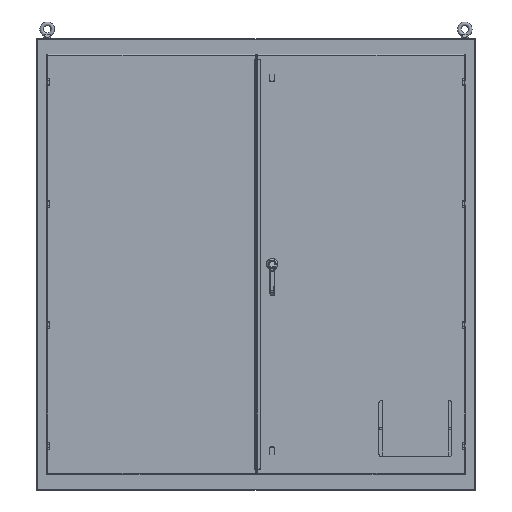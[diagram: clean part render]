
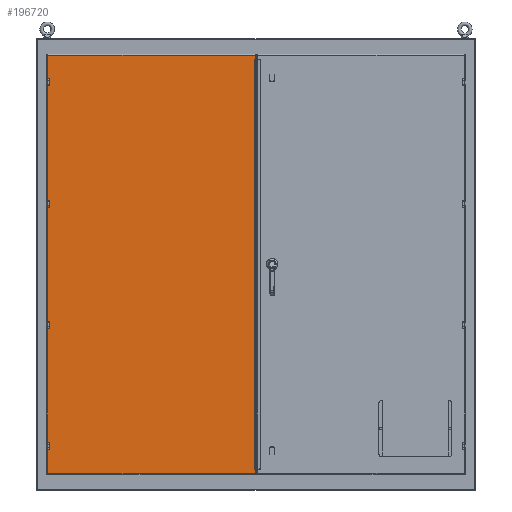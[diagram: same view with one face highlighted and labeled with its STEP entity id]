
A CAD part, top view. The second image highlights one B-rep face of the part: STEP entity #196720.
In plain terms, the highlighted planar face has unit normal (0, 0, 1).
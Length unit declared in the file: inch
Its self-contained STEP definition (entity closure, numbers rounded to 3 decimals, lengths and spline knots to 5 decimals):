
#766 = LINE ( 'NONE', #31058, #179372 ) ;
#6240 = VERTEX_POINT ( 'NONE', #31878 ) ;
#27031 = CARTESIAN_POINT ( 'NONE',  ( -0.09375, -37.05315, 10.058 ) ) ;
#27566 = AXIS2_PLACEMENT_3D ( 'NONE', #74322, #120466, #57563 ) ;
#31058 = CARTESIAN_POINT ( 'NONE',  ( -0.09375, 0., 10.058 ) ) ;
#31186 = ORIENTED_EDGE ( 'NONE', *, *, #189217, .T. ) ;
#31878 = CARTESIAN_POINT ( 'NONE',  ( -36.92815, -37.05315, 10.058 ) ) ;
#33448 = FACE_OUTER_BOUND ( 'NONE', #116543, .T. ) ;
#44616 = ORIENTED_EDGE ( 'NONE', *, *, #175892, .T. ) ;
#44892 = DIRECTION ( 'NONE',  ( 0., -1., 0. ) ) ;
#48039 = LINE ( 'NONE', #199851, #209216 ) ;
#49710 = EDGE_CURVE ( 'NONE', #103537, #78348, #766, .T. ) ;
#57563 = DIRECTION ( 'NONE',  ( 1., 0., 0. ) ) ;
#67802 = DIRECTION ( 'NONE',  ( 0., 1., 0. ) ) ;
#74322 = CARTESIAN_POINT ( 'NONE',  ( 0., 0., 10.058 ) ) ;
#78348 = VERTEX_POINT ( 'NONE', #107415 ) ;
#79073 = VECTOR ( 'NONE', #131362, 39.37008 ) ;
#90262 = CARTESIAN_POINT ( 'NONE',  ( -36.92815, 37.05315, 10.058 ) ) ;
#94544 = CARTESIAN_POINT ( 'NONE',  ( 0., -37.05315, 10.058 ) ) ;
#98266 = DIRECTION ( 'NONE',  ( -1., 0., 0. ) ) ;
#103537 = VERTEX_POINT ( 'NONE', #27031 ) ;
#106400 = ORIENTED_EDGE ( 'NONE', *, *, #138583, .T. ) ;
#107415 = CARTESIAN_POINT ( 'NONE',  ( -0.09375, 37.05315, 10.058 ) ) ;
#116042 = ORIENTED_EDGE ( 'NONE', *, *, #49710, .T. ) ;
#116543 = EDGE_LOOP ( 'NONE', ( #44616, #106400, #116042, #31186 ) ) ;
#120466 = DIRECTION ( 'NONE',  ( 0., 0., 1. ) ) ;
#121554 = PLANE ( 'NONE',  #27566 ) ;
#131362 = DIRECTION ( 'NONE',  ( 1., 0., 0. ) ) ;
#138583 = EDGE_CURVE ( 'NONE', #6240, #103537, #173891, .T. ) ;
#160839 = VERTEX_POINT ( 'NONE', #90262 ) ;
#161044 = LINE ( 'NONE', #212339, #193045 ) ;
#173891 = LINE ( 'NONE', #94544, #79073 ) ;
#175892 = EDGE_CURVE ( 'NONE', #160839, #6240, #161044, .T. ) ;
#179372 = VECTOR ( 'NONE', #67802, 39.37008 ) ;
#189217 = EDGE_CURVE ( 'NONE', #78348, #160839, #48039, .T. ) ;
#193045 = VECTOR ( 'NONE', #44892, 39.37008 ) ;
#196720 = ADVANCED_FACE ( 'NONE', ( #33448 ), #121554, .T. ) ;
#199851 = CARTESIAN_POINT ( 'NONE',  ( 0., 37.05315, 10.058 ) ) ;
#209216 = VECTOR ( 'NONE', #98266, 39.37008 ) ;
#212339 = CARTESIAN_POINT ( 'NONE',  ( -36.92815, 0., 10.058 ) ) ;
